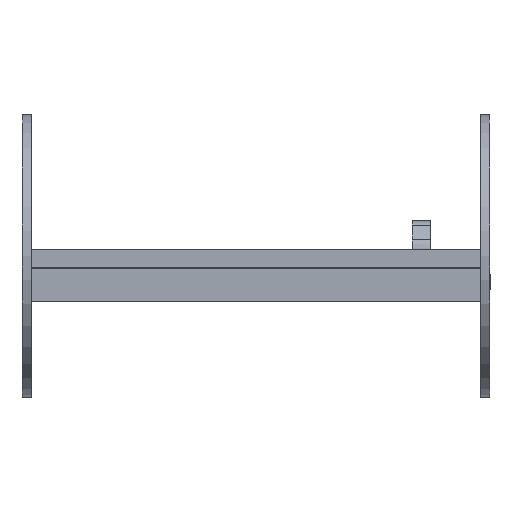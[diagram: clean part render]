
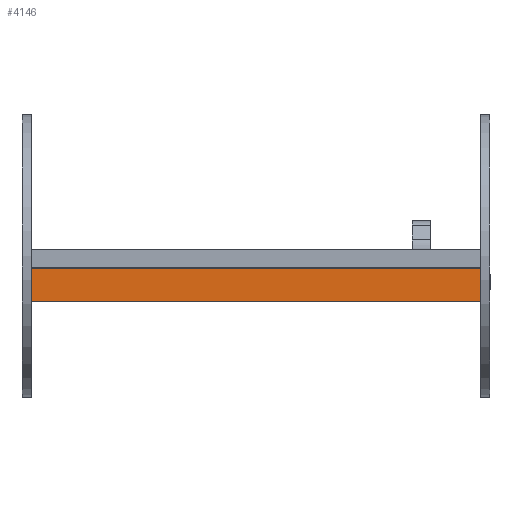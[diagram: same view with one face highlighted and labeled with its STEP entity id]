
A CAD part, top view. The second image highlights one B-rep face of the part: STEP entity #4146.
In plain terms, the highlighted face is planar.
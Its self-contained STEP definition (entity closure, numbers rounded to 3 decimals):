
#235=PLANE('',#4485);
#440=FACE_OUTER_BOUND('',#690,.T.);
#690=EDGE_LOOP('',(#3859,#3860,#3861,#3862,#3863,#3864,#3865,#3866,#3867,
#3868,#3869,#3870,#3871,#3872,#3873,#3874,#3875,#3876,#3877,#3878));
#1089=LINE('',#6700,#1547);
#1093=LINE('',#6708,#1551);
#1096=LINE('',#6714,#1554);
#1099=LINE('',#6720,#1557);
#1102=LINE('',#6726,#1560);
#1105=LINE('',#6732,#1563);
#1108=LINE('',#6738,#1566);
#1111=LINE('',#6744,#1569);
#1114=LINE('',#6750,#1572);
#1117=LINE('',#6756,#1575);
#1120=LINE('',#6762,#1578);
#1123=LINE('',#6768,#1581);
#1126=LINE('',#6774,#1584);
#1129=LINE('',#6780,#1587);
#1132=LINE('',#6786,#1590);
#1135=LINE('',#6792,#1593);
#1138=LINE('',#6798,#1596);
#1141=LINE('',#6804,#1599);
#1144=LINE('',#6810,#1602);
#1147=LINE('',#6815,#1605);
#1547=VECTOR('',#5518,30.);
#1551=VECTOR('',#5524,6.);
#1554=VECTOR('',#5529,10.);
#1557=VECTOR('',#5534,6.);
#1560=VECTOR('',#5539,68.);
#1563=VECTOR('',#5544,6.);
#1566=VECTOR('',#5549,10.);
#1569=VECTOR('',#5554,6.);
#1572=VECTOR('',#5559,30.);
#1575=VECTOR('',#5564,8.);
#1578=VECTOR('',#5569,3.);
#1581=VECTOR('',#5574,5.);
#1584=VECTOR('',#5579,3.);
#1587=VECTOR('',#5584,4.);
#1590=VECTOR('',#5589,148.);
#1593=VECTOR('',#5594,4.);
#1596=VECTOR('',#5599,3.);
#1599=VECTOR('',#5604,5.);
#1602=VECTOR('',#5609,3.);
#1605=VECTOR('',#5614,8.);
#2087=VERTEX_POINT('',#6698);
#2088=VERTEX_POINT('',#6699);
#2091=VERTEX_POINT('',#6707);
#2093=VERTEX_POINT('',#6713);
#2095=VERTEX_POINT('',#6719);
#2097=VERTEX_POINT('',#6725);
#2099=VERTEX_POINT('',#6731);
#2101=VERTEX_POINT('',#6737);
#2103=VERTEX_POINT('',#6743);
#2105=VERTEX_POINT('',#6749);
#2107=VERTEX_POINT('',#6755);
#2109=VERTEX_POINT('',#6761);
#2111=VERTEX_POINT('',#6767);
#2113=VERTEX_POINT('',#6773);
#2115=VERTEX_POINT('',#6779);
#2117=VERTEX_POINT('',#6785);
#2119=VERTEX_POINT('',#6791);
#2121=VERTEX_POINT('',#6797);
#2123=VERTEX_POINT('',#6803);
#2125=VERTEX_POINT('',#6809);
#2651=EDGE_CURVE('',#2087,#2088,#1089,.T.);
#2655=EDGE_CURVE('',#2091,#2087,#1093,.T.);
#2658=EDGE_CURVE('',#2093,#2091,#1096,.T.);
#2661=EDGE_CURVE('',#2095,#2093,#1099,.T.);
#2664=EDGE_CURVE('',#2097,#2095,#1102,.T.);
#2667=EDGE_CURVE('',#2099,#2097,#1105,.T.);
#2670=EDGE_CURVE('',#2101,#2099,#1108,.T.);
#2673=EDGE_CURVE('',#2103,#2101,#1111,.T.);
#2676=EDGE_CURVE('',#2105,#2103,#1114,.T.);
#2679=EDGE_CURVE('',#2107,#2105,#1117,.T.);
#2682=EDGE_CURVE('',#2109,#2107,#1120,.T.);
#2685=EDGE_CURVE('',#2111,#2109,#1123,.T.);
#2688=EDGE_CURVE('',#2113,#2111,#1126,.T.);
#2691=EDGE_CURVE('',#2115,#2113,#1129,.T.);
#2694=EDGE_CURVE('',#2117,#2115,#1132,.T.);
#2697=EDGE_CURVE('',#2119,#2117,#1135,.T.);
#2700=EDGE_CURVE('',#2121,#2119,#1138,.T.);
#2703=EDGE_CURVE('',#2123,#2121,#1141,.T.);
#2706=EDGE_CURVE('',#2125,#2123,#1144,.T.);
#2709=EDGE_CURVE('',#2088,#2125,#1147,.T.);
#3859=ORIENTED_EDGE('',*,*,#2709,.F.);
#3860=ORIENTED_EDGE('',*,*,#2651,.F.);
#3861=ORIENTED_EDGE('',*,*,#2655,.F.);
#3862=ORIENTED_EDGE('',*,*,#2658,.F.);
#3863=ORIENTED_EDGE('',*,*,#2661,.F.);
#3864=ORIENTED_EDGE('',*,*,#2664,.F.);
#3865=ORIENTED_EDGE('',*,*,#2667,.F.);
#3866=ORIENTED_EDGE('',*,*,#2670,.F.);
#3867=ORIENTED_EDGE('',*,*,#2673,.F.);
#3868=ORIENTED_EDGE('',*,*,#2676,.F.);
#3869=ORIENTED_EDGE('',*,*,#2679,.F.);
#3870=ORIENTED_EDGE('',*,*,#2682,.F.);
#3871=ORIENTED_EDGE('',*,*,#2685,.F.);
#3872=ORIENTED_EDGE('',*,*,#2688,.F.);
#3873=ORIENTED_EDGE('',*,*,#2691,.F.);
#3874=ORIENTED_EDGE('',*,*,#2694,.F.);
#3875=ORIENTED_EDGE('',*,*,#2697,.F.);
#3876=ORIENTED_EDGE('',*,*,#2700,.F.);
#3877=ORIENTED_EDGE('',*,*,#2703,.F.);
#3878=ORIENTED_EDGE('',*,*,#2706,.F.);
#4146=ADVANCED_FACE('',(#440),#235,.F.);
#4485=AXIS2_PLACEMENT_3D('',#6818,#5618,#5619);
#5518=DIRECTION('',(0.,1.,0.));
#5524=DIRECTION('',(0.,0.,-1.));
#5529=DIRECTION('',(0.,1.,0.));
#5534=DIRECTION('',(0.,0.,1.));
#5539=DIRECTION('',(0.,1.,0.));
#5544=DIRECTION('',(0.,0.,-1.));
#5549=DIRECTION('',(0.,1.,0.));
#5554=DIRECTION('',(0.,0.,1.));
#5559=DIRECTION('',(0.,1.,0.));
#5564=DIRECTION('',(0.,0.,-1.));
#5569=DIRECTION('',(0.,1.,0.));
#5574=DIRECTION('',(0.,0.,-1.));
#5579=DIRECTION('',(0.,-1.,0.));
#5584=DIRECTION('',(0.,0.,-1.));
#5589=DIRECTION('',(0.,-1.,0.));
#5594=DIRECTION('',(0.,0.,1.));
#5599=DIRECTION('',(0.,-1.,0.));
#5604=DIRECTION('',(0.,0.,1.));
#5609=DIRECTION('',(0.,1.,0.));
#5614=DIRECTION('',(0.,0.,1.));
#5618=DIRECTION('center_axis',(1.,0.,0.));
#5619=DIRECTION('ref_axis',(0.,0.,-1.));
#6698=CARTESIAN_POINT('',(0.,118.,0.));
#6699=CARTESIAN_POINT('',(0.,148.,0.));
#6700=CARTESIAN_POINT('',(0.,118.,0.));
#6707=CARTESIAN_POINT('',(0.,118.,6.));
#6708=CARTESIAN_POINT('',(0.,118.,6.));
#6713=CARTESIAN_POINT('',(0.,108.,6.));
#6714=CARTESIAN_POINT('',(0.,108.,6.));
#6719=CARTESIAN_POINT('',(0.,108.,0.));
#6720=CARTESIAN_POINT('',(0.,108.,0.));
#6725=CARTESIAN_POINT('',(0.,40.,0.));
#6726=CARTESIAN_POINT('',(0.,40.,0.));
#6731=CARTESIAN_POINT('',(0.,40.,6.));
#6732=CARTESIAN_POINT('',(0.,40.,6.));
#6737=CARTESIAN_POINT('',(0.,30.,6.));
#6738=CARTESIAN_POINT('',(0.,30.,6.));
#6743=CARTESIAN_POINT('',(0.,30.,0.));
#6744=CARTESIAN_POINT('',(0.,30.,0.));
#6749=CARTESIAN_POINT('',(0.,0.,0.));
#6750=CARTESIAN_POINT('',(0.,0.,0.));
#6755=CARTESIAN_POINT('',(0.,0.,8.));
#6756=CARTESIAN_POINT('',(0.,0.,8.));
#6761=CARTESIAN_POINT('',(0.,-3.,8.));
#6762=CARTESIAN_POINT('',(0.,-3.,8.));
#6767=CARTESIAN_POINT('',(0.,-3.,13.));
#6768=CARTESIAN_POINT('',(0.,-3.,13.));
#6773=CARTESIAN_POINT('',(0.,0.,13.));
#6774=CARTESIAN_POINT('',(0.,0.,13.));
#6779=CARTESIAN_POINT('',(0.,0.,17.));
#6780=CARTESIAN_POINT('',(0.,0.,17.));
#6785=CARTESIAN_POINT('',(0.,148.,17.));
#6786=CARTESIAN_POINT('',(0.,148.,17.));
#6791=CARTESIAN_POINT('',(0.,148.,13.));
#6792=CARTESIAN_POINT('',(0.,148.,13.));
#6797=CARTESIAN_POINT('',(0.,151.,13.));
#6798=CARTESIAN_POINT('',(0.,151.,13.));
#6803=CARTESIAN_POINT('',(0.,151.,8.));
#6804=CARTESIAN_POINT('',(0.,151.,8.));
#6809=CARTESIAN_POINT('',(0.,148.,8.));
#6810=CARTESIAN_POINT('',(0.,148.,8.));
#6815=CARTESIAN_POINT('',(0.,148.,0.));
#6818=CARTESIAN_POINT('Origin',(0.,74.,8.533));
